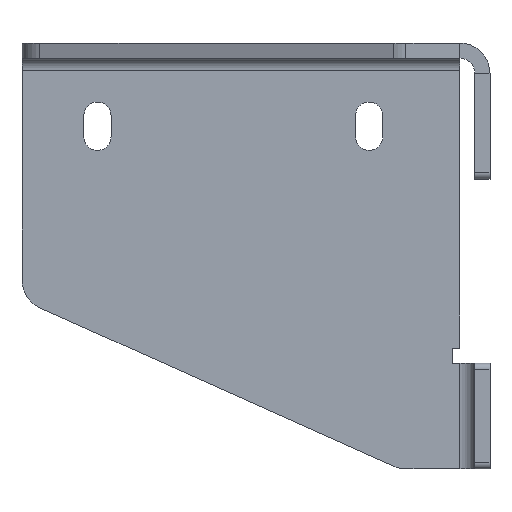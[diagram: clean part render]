
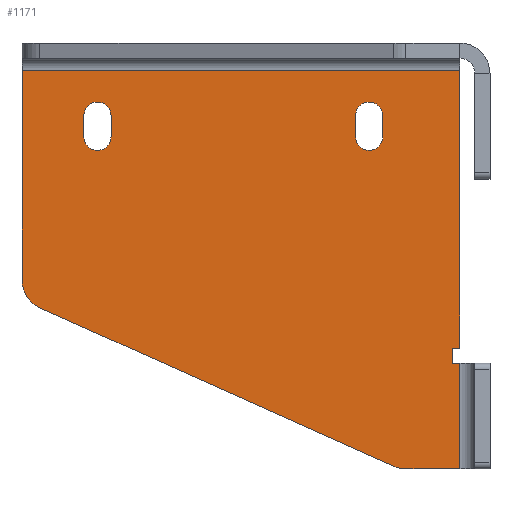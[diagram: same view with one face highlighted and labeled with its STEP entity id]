
A CAD part, left-side view. The second image highlights one B-rep face of the part: STEP entity #1171.
In plain terms, the highlighted planar face has unit normal (-1, 0, 0).
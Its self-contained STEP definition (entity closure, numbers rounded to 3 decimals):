
#21=FACE_BOUND('',#170,.T.);
#22=FACE_BOUND('',#171,.T.);
#43=PLANE('',#1281);
#97=FACE_OUTER_BOUND('',#169,.T.);
#169=EDGE_LOOP('',(#936,#937,#938,#939,#940,#941,#942,#943,#944,#945,#946));
#170=EDGE_LOOP('',(#947,#948,#949,#950));
#171=EDGE_LOOP('',(#951,#952,#953,#954));
#217=LINE('',#1714,#337);
#220=LINE('',#1723,#340);
#225=LINE('',#1738,#345);
#228=LINE('',#1747,#348);
#262=LINE('',#1843,#382);
#274=LINE('',#1874,#394);
#285=LINE('',#1895,#405);
#286=LINE('',#1898,#406);
#287=LINE('',#1900,#407);
#288=LINE('',#1902,#408);
#289=LINE('',#1904,#409);
#290=LINE('',#1906,#410);
#291=LINE('',#1907,#411);
#337=VECTOR('',#1359,10.);
#340=VECTOR('',#1370,10.);
#345=VECTOR('',#1383,10.);
#348=VECTOR('',#1394,10.);
#382=VECTOR('',#1480,10.);
#394=VECTOR('',#1506,6.2);
#405=VECTOR('',#1523,10.);
#406=VECTOR('',#1526,6.2);
#407=VECTOR('',#1527,10.);
#408=VECTOR('',#1528,10.);
#409=VECTOR('',#1529,10.);
#410=VECTOR('',#1530,6.2);
#411=VECTOR('',#1531,10.);
#454=CIRCLE('',#1231,4.5);
#456=CIRCLE('',#1235,4.5);
#458=CIRCLE('',#1239,4.5);
#460=CIRCLE('',#1243,4.5);
#473=CIRCLE('',#1269,10.);
#476=CIRCLE('',#1276,10.);
#505=VERTEX_POINT('',#1704);
#506=VERTEX_POINT('',#1706);
#508=VERTEX_POINT('',#1712);
#510=VERTEX_POINT('',#1718);
#513=VERTEX_POINT('',#1728);
#514=VERTEX_POINT('',#1730);
#516=VERTEX_POINT('',#1736);
#518=VERTEX_POINT('',#1742);
#551=VERTEX_POINT('',#1833);
#552=VERTEX_POINT('',#1835);
#554=VERTEX_POINT('',#1841);
#564=VERTEX_POINT('',#1867);
#565=VERTEX_POINT('',#1868);
#566=VERTEX_POINT('',#1873);
#574=VERTEX_POINT('',#1897);
#575=VERTEX_POINT('',#1899);
#576=VERTEX_POINT('',#1901);
#577=VERTEX_POINT('',#1903);
#578=VERTEX_POINT('',#1905);
#611=EDGE_CURVE('',#506,#505,#454,.T.);
#615=EDGE_CURVE('',#505,#508,#217,.T.);
#618=EDGE_CURVE('',#508,#510,#456,.T.);
#620=EDGE_CURVE('',#510,#506,#220,.T.);
#623=EDGE_CURVE('',#514,#513,#458,.T.);
#627=EDGE_CURVE('',#513,#516,#225,.T.);
#630=EDGE_CURVE('',#516,#518,#460,.T.);
#632=EDGE_CURVE('',#518,#514,#228,.T.);
#675=EDGE_CURVE('',#551,#552,#473,.T.);
#679=EDGE_CURVE('',#551,#554,#262,.T.);
#691=EDGE_CURVE('',#564,#565,#476,.T.);
#694=EDGE_CURVE('',#565,#566,#274,.T.);
#705=EDGE_CURVE('',#564,#552,#285,.T.);
#706=EDGE_CURVE('',#554,#574,#286,.T.);
#707=EDGE_CURVE('',#574,#575,#287,.T.);
#708=EDGE_CURVE('',#575,#576,#288,.T.);
#709=EDGE_CURVE('',#576,#577,#289,.T.);
#710=EDGE_CURVE('',#577,#578,#290,.T.);
#711=EDGE_CURVE('',#578,#566,#291,.T.);
#936=ORIENTED_EDGE('',*,*,#675,.F.);
#937=ORIENTED_EDGE('',*,*,#679,.T.);
#938=ORIENTED_EDGE('',*,*,#706,.T.);
#939=ORIENTED_EDGE('',*,*,#707,.T.);
#940=ORIENTED_EDGE('',*,*,#708,.T.);
#941=ORIENTED_EDGE('',*,*,#709,.T.);
#942=ORIENTED_EDGE('',*,*,#710,.T.);
#943=ORIENTED_EDGE('',*,*,#711,.T.);
#944=ORIENTED_EDGE('',*,*,#694,.F.);
#945=ORIENTED_EDGE('',*,*,#691,.F.);
#946=ORIENTED_EDGE('',*,*,#705,.T.);
#947=ORIENTED_EDGE('',*,*,#611,.T.);
#948=ORIENTED_EDGE('',*,*,#615,.T.);
#949=ORIENTED_EDGE('',*,*,#618,.T.);
#950=ORIENTED_EDGE('',*,*,#620,.T.);
#951=ORIENTED_EDGE('',*,*,#623,.T.);
#952=ORIENTED_EDGE('',*,*,#627,.T.);
#953=ORIENTED_EDGE('',*,*,#630,.T.);
#954=ORIENTED_EDGE('',*,*,#632,.T.);
#1171=ADVANCED_FACE('',(#97,#21,#22),#43,.F.);
#1231=AXIS2_PLACEMENT_3D('',#1707,#1352,#1353);
#1235=AXIS2_PLACEMENT_3D('',#1720,#1365,#1366);
#1239=AXIS2_PLACEMENT_3D('',#1731,#1376,#1377);
#1243=AXIS2_PLACEMENT_3D('',#1744,#1389,#1390);
#1269=AXIS2_PLACEMENT_3D('',#1836,#1473,#1474);
#1276=AXIS2_PLACEMENT_3D('',#1869,#1500,#1501);
#1281=AXIS2_PLACEMENT_3D('',#1896,#1524,#1525);
#1352=DIRECTION('center_axis',(1.,0.,0.));
#1353=DIRECTION('ref_axis',(0.,-1.,0.));
#1359=DIRECTION('',(0.,0.,1.));
#1365=DIRECTION('center_axis',(1.,0.,0.));
#1366=DIRECTION('ref_axis',(0.,1.,0.));
#1370=DIRECTION('',(0.,0.,-1.));
#1376=DIRECTION('center_axis',(1.,0.,0.));
#1377=DIRECTION('ref_axis',(0.,-1.,0.));
#1383=DIRECTION('',(0.,0.,1.));
#1389=DIRECTION('center_axis',(1.,0.,0.));
#1390=DIRECTION('ref_axis',(0.,1.,0.));
#1394=DIRECTION('',(0.,0.,-1.));
#1473=DIRECTION('center_axis',(1.,0.,0.));
#1474=DIRECTION('ref_axis',(0.,0.209,-0.978));
#1480=DIRECTION('',(0.,-1.,0.));
#1500=DIRECTION('center_axis',(1.,0.,0.));
#1501=DIRECTION('ref_axis',(0.,0.839,-0.544));
#1506=DIRECTION('',(0.,0.,1.));
#1523=DIRECTION('',(0.,-0.913,-0.409));
#1524=DIRECTION('center_axis',(1.,0.,0.));
#1525=DIRECTION('ref_axis',(0.,0.,-1.));
#1526=DIRECTION('',(0.,0.,1.));
#1527=DIRECTION('',(0.,1.,0.));
#1528=DIRECTION('',(0.,0.,1.));
#1529=DIRECTION('',(0.,-1.,0.));
#1530=DIRECTION('',(0.,0.,1.));
#1531=DIRECTION('',(0.,1.,0.));
#1704=CARTESIAN_POINT('',(-5.,124.5,-26.));
#1706=CARTESIAN_POINT('',(-5.,115.5,-26.));
#1707=CARTESIAN_POINT('Origin',(-5.,120.,-26.));
#1712=CARTESIAN_POINT('',(-5.,124.5,-19.));
#1714=CARTESIAN_POINT('',(-5.,124.5,-42.065));
#1718=CARTESIAN_POINT('',(-5.,115.5,-19.));
#1720=CARTESIAN_POINT('Origin',(-5.,120.,-19.));
#1723=CARTESIAN_POINT('',(-5.,115.5,-45.565));
#1728=CARTESIAN_POINT('',(-5.,34.5,-26.));
#1730=CARTESIAN_POINT('',(-5.,25.5,-26.));
#1731=CARTESIAN_POINT('Origin',(-5.,30.,-26.));
#1736=CARTESIAN_POINT('',(-5.,34.5,-19.));
#1738=CARTESIAN_POINT('',(-5.,34.5,-42.065));
#1742=CARTESIAN_POINT('',(-5.,25.5,-19.));
#1744=CARTESIAN_POINT('Origin',(-5.,30.,-19.));
#1747=CARTESIAN_POINT('',(-5.,25.5,-45.565));
#1833=CARTESIAN_POINT('',(-5.,17.862,-136.));
#1835=CARTESIAN_POINT('',(-5.,21.951,-135.126));
#1836=CARTESIAN_POINT('Origin',(-5.,17.862,-126.));
#1841=CARTESIAN_POINT('',(-5.,0.,-136.));
#1843=CARTESIAN_POINT('',(-5.,145.,-136.));
#1867=CARTESIAN_POINT('',(-5.,139.088,-82.648));
#1868=CARTESIAN_POINT('',(-5.,145.,-73.522));
#1869=CARTESIAN_POINT('Origin',(-5.,135.,-73.522));
#1873=CARTESIAN_POINT('',(-5.,145.,-4.));
#1874=CARTESIAN_POINT('',(-5.,145.,15.478));
#1895=CARTESIAN_POINT('',(-5.,117.583,-92.283));
#1896=CARTESIAN_POINT('Origin',(-5.,72.5,-65.131));
#1897=CARTESIAN_POINT('',(-5.,0.,-101.));
#1898=CARTESIAN_POINT('',(-5.,0.,15.478));
#1899=CARTESIAN_POINT('',(-5.,2.5,-101.));
#1900=CARTESIAN_POINT('',(-5.,37.5,-101.));
#1901=CARTESIAN_POINT('',(-5.,2.5,-96.));
#1902=CARTESIAN_POINT('',(-5.,2.5,-80.565));
#1903=CARTESIAN_POINT('',(-5.,0.,-96.));
#1904=CARTESIAN_POINT('',(-5.,36.25,-96.));
#1905=CARTESIAN_POINT('',(-5.,0.,-4.));
#1906=CARTESIAN_POINT('',(-5.,0.,15.478));
#1907=CARTESIAN_POINT('',(-5.,72.5,-4.));
